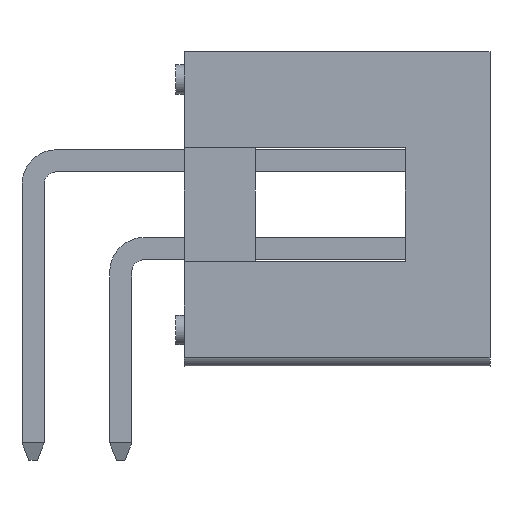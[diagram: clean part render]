
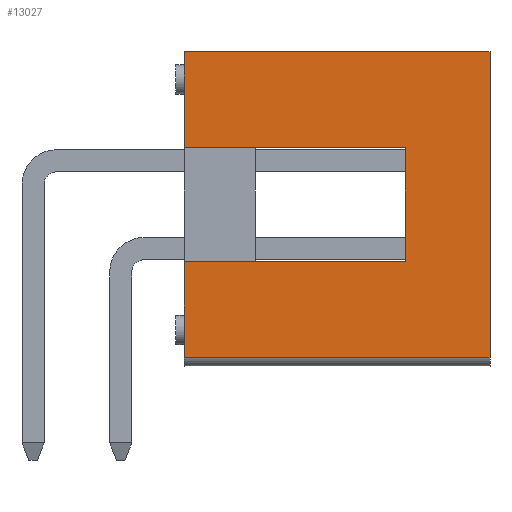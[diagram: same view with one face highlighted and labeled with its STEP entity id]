
A CAD part, front view. The second image highlights one B-rep face of the part: STEP entity #13027.
In plain terms, the highlighted face is planar.
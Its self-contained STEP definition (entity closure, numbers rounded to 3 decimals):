
#194=LINE('',#17142,#1401);
#210=LINE('',#17176,#1417);
#219=LINE('',#17194,#1426);
#221=LINE('',#17198,#1428);
#222=LINE('',#17200,#1429);
#223=LINE('',#17202,#1430);
#224=LINE('',#17204,#1431);
#225=LINE('',#17206,#1432);
#1401=VECTOR('',#14501,1000.);
#1417=VECTOR('',#14525,1000.);
#1426=VECTOR('',#14538,1000.);
#1428=VECTOR('',#14542,1000.);
#1429=VECTOR('',#14543,1000.);
#1430=VECTOR('',#14544,1000.);
#1431=VECTOR('',#14545,1000.);
#1432=VECTOR('',#14546,1000.);
#2714=ORIENTED_EDGE('',*,*,#5302,.T.);
#2715=ORIENTED_EDGE('',*,*,#5303,.F.);
#2716=ORIENTED_EDGE('',*,*,#5304,.T.);
#2717=ORIENTED_EDGE('',*,*,#5305,.T.);
#2718=ORIENTED_EDGE('',*,*,#5306,.T.);
#2719=ORIENTED_EDGE('',*,*,#5300,.F.);
#2720=ORIENTED_EDGE('',*,*,#5291,.F.);
#2721=ORIENTED_EDGE('',*,*,#5273,.T.);
#5273=EDGE_CURVE('',#6573,#6572,#194,.T.);
#5291=EDGE_CURVE('',#6573,#6581,#210,.T.);
#5300=EDGE_CURVE('',#6581,#6594,#219,.T.);
#5302=EDGE_CURVE('',#6572,#6595,#221,.T.);
#5303=EDGE_CURVE('',#6596,#6595,#222,.T.);
#5304=EDGE_CURVE('',#6596,#6597,#223,.T.);
#5305=EDGE_CURVE('',#6597,#6598,#224,.T.);
#5306=EDGE_CURVE('',#6598,#6594,#225,.T.);
#6572=VERTEX_POINT('',#17141);
#6573=VERTEX_POINT('',#17143);
#6581=VERTEX_POINT('',#17162);
#6594=VERTEX_POINT('',#17195);
#6595=VERTEX_POINT('',#17199);
#6596=VERTEX_POINT('',#17201);
#6597=VERTEX_POINT('',#17203);
#6598=VERTEX_POINT('',#17205);
#7344=EDGE_LOOP('',(#2714,#2715,#2716,#2717,#2718,#2719,#2720,#2721));
#7959=FACE_BOUND('',#7344,.T.);
#8564=PLANE('',#13610);
#13027=ADVANCED_FACE('',(#7959),#8564,.T.);
#13610=AXIS2_PLACEMENT_3D('',#17197,#14540,#14541);
#14501=DIRECTION('',(0.,0.,-1.));
#14525=DIRECTION('',(0.,1.,0.));
#14538=DIRECTION('',(0.,0.,-1.));
#14540=DIRECTION('',(1.,0.,0.));
#14541=DIRECTION('',(0.,0.,-1.));
#14542=DIRECTION('',(0.,1.,0.));
#14543=DIRECTION('',(0.,0.,-1.));
#14544=DIRECTION('',(0.,1.,0.));
#14545=DIRECTION('',(0.,0.,-1.));
#14546=DIRECTION('',(0.,1.,0.));
#17141=CARTESIAN_POINT('',(16.53,-4.425,-4.425));
#17142=CARTESIAN_POINT('',(16.53,-4.425,4.425));
#17143=CARTESIAN_POINT('',(16.53,-4.425,4.425));
#17162=CARTESIAN_POINT('',(16.53,4.425,4.425));
#17176=CARTESIAN_POINT('',(16.53,-4.425,4.425));
#17194=CARTESIAN_POINT('',(16.53,4.425,4.425));
#17195=CARTESIAN_POINT('',(16.53,4.425,-4.425));
#17197=CARTESIAN_POINT('',(16.53,-4.425,4.425));
#17198=CARTESIAN_POINT('',(16.53,-4.425,-4.425));
#17199=CARTESIAN_POINT('',(16.53,-1.65,-4.425));
#17200=CARTESIAN_POINT('',(16.53,-1.65,1.975));
#17201=CARTESIAN_POINT('',(16.53,-1.65,1.975));
#17202=CARTESIAN_POINT('',(16.53,-1.65,1.975));
#17203=CARTESIAN_POINT('',(16.53,1.65,1.975));
#17204=CARTESIAN_POINT('',(16.53,1.65,1.975));
#17205=CARTESIAN_POINT('',(16.53,1.65,-4.425));
#17206=CARTESIAN_POINT('',(16.53,-4.425,-4.425));
